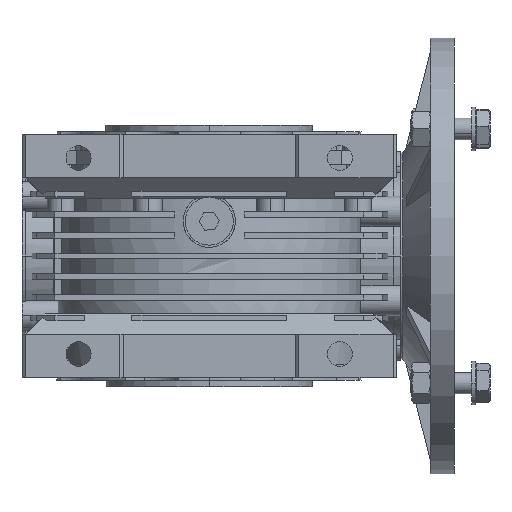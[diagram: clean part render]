
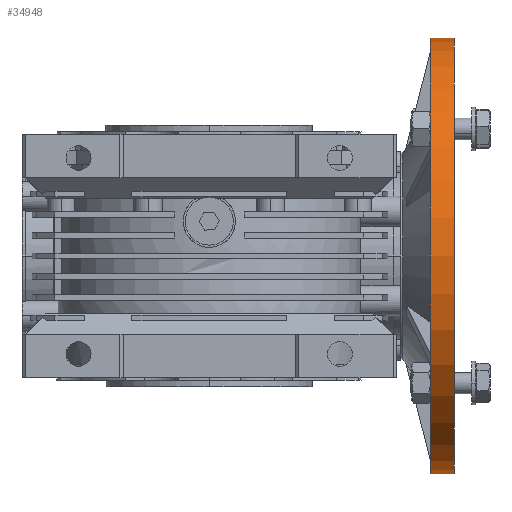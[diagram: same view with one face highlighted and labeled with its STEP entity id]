
A CAD part, front view. The second image highlights one B-rep face of the part: STEP entity #34948.
In plain terms, the highlighted cylindrical face has radius 100 mm (diameter 200 mm), a partial arc.
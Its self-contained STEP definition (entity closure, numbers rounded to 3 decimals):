
#889 = DIRECTION ( 'NONE',  ( -1., 0., 0. ) ) ;
#1457 = CIRCLE ( 'NONE', #39436, 100. ) ;
#1681 = AXIS2_PLACEMENT_3D ( 'NONE', #8174, #36399, #37073 ) ;
#5871 = CARTESIAN_POINT ( 'NONE',  ( 101.5, 75., 100. ) ) ;
#8174 = CARTESIAN_POINT ( 'NONE',  ( 101.5, 75., 0. ) ) ;
#8348 = VERTEX_POINT ( 'NONE', #12196 ) ;
#11161 = DIRECTION ( 'NONE',  ( 0., 0., 1. ) ) ;
#11442 = CARTESIAN_POINT ( 'NONE',  ( 112.5, 75., 100. ) ) ;
#12196 = CARTESIAN_POINT ( 'NONE',  ( 101.5, 75., -100. ) ) ;
#12297 = CYLINDRICAL_SURFACE ( 'NONE', #14190, 100. ) ;
#12626 = CARTESIAN_POINT ( 'NONE',  ( 112.5, 75., -100. ) ) ;
#14190 = AXIS2_PLACEMENT_3D ( 'NONE', #43553, #889, #25607 ) ;
#14427 = CARTESIAN_POINT ( 'NONE',  ( 112.5, 75., 0. ) ) ;
#16228 = VERTEX_POINT ( 'NONE', #11442 ) ;
#19231 = ORIENTED_EDGE ( 'NONE', *, *, #37009, .T. ) ;
#19489 = LINE ( 'NONE', #26713, #19632 ) ;
#19632 = VECTOR ( 'NONE', #43961, 1000. ) ;
#19687 = CARTESIAN_POINT ( 'NONE',  ( 112.5, 75., -100. ) ) ;
#19868 = EDGE_CURVE ( 'NONE', #33282, #16228, #1457, .T. ) ;
#20778 = VECTOR ( 'NONE', #32943, 1000. ) ;
#21665 = DIRECTION ( 'NONE',  ( -1., 0., 0. ) ) ;
#24449 = EDGE_CURVE ( 'NONE', #33282, #8348, #33880, .T. ) ;
#25607 = DIRECTION ( 'NONE',  ( 0., 0., 1. ) ) ;
#26670 = ORIENTED_EDGE ( 'NONE', *, *, #19868, .T. ) ;
#26713 = CARTESIAN_POINT ( 'NONE',  ( 112.5, 75., 100. ) ) ;
#32943 = DIRECTION ( 'NONE',  ( -1., 0., 0. ) ) ;
#33050 = EDGE_LOOP ( 'NONE', ( #45134, #26670, #36763, #19231 ) ) ;
#33074 = FACE_OUTER_BOUND ( 'NONE', #33050, .T. ) ;
#33282 = VERTEX_POINT ( 'NONE', #19687 ) ;
#33880 = LINE ( 'NONE', #12626, #20778 ) ;
#34948 = ADVANCED_FACE ( 'NONE', ( #33074 ), #12297, .T. ) ;
#36399 = DIRECTION ( 'NONE',  ( 1., 0., 0. ) ) ;
#36763 = ORIENTED_EDGE ( 'NONE', *, *, #42875, .T. ) ;
#37009 = EDGE_CURVE ( 'NONE', #40670, #8348, #44784, .T. ) ;
#37073 = DIRECTION ( 'NONE',  ( 0., 0., 1. ) ) ;
#39436 = AXIS2_PLACEMENT_3D ( 'NONE', #14427, #21665, #11161 ) ;
#40670 = VERTEX_POINT ( 'NONE', #5871 ) ;
#42875 = EDGE_CURVE ( 'NONE', #16228, #40670, #19489, .T. ) ;
#43553 = CARTESIAN_POINT ( 'NONE',  ( 112.5, 75., 0. ) ) ;
#43961 = DIRECTION ( 'NONE',  ( -1., 0., 0. ) ) ;
#44784 = CIRCLE ( 'NONE', #1681, 100. ) ;
#45134 = ORIENTED_EDGE ( 'NONE', *, *, #24449, .F. ) ;
